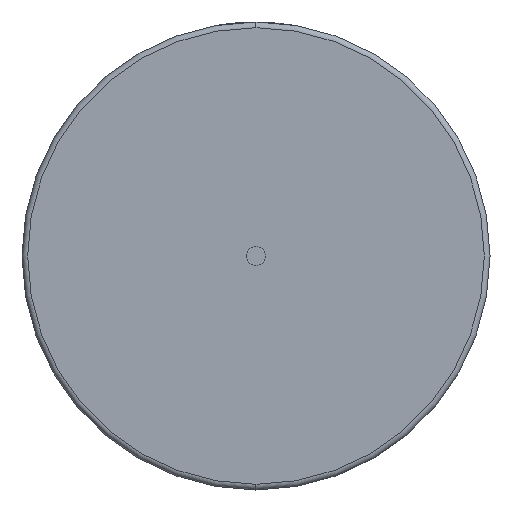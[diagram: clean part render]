
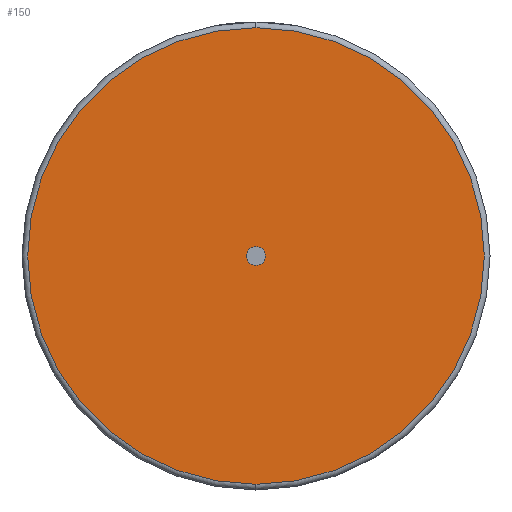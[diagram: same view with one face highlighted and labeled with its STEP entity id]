
A CAD part, left-side view. The second image highlights one B-rep face of the part: STEP entity #150.
In plain terms, the highlighted planar face has unit normal (-1, 0, 0).
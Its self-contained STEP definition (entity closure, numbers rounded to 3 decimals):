
#2 = EDGE_CURVE ( 'NONE', #2189, #1790, #608, .T. ) ;
#7 = AXIS2_PLACEMENT_3D ( 'NONE', #2924, #3286, #348 ) ;
#72 = PLANE ( 'NONE',  #1077 ) ;
#121 = CARTESIAN_POINT ( 'NONE',  ( 0., 0., 0.415 ) ) ;
#150 = ADVANCED_FACE ( 'NONE', ( #543, #2246 ), #72, .F. ) ;
#172 = CIRCLE ( 'NONE', #659, 10. ) ;
#287 = EDGE_CURVE ( 'NONE', #1790, #2189, #172, .T. ) ;
#348 = DIRECTION ( 'NONE',  ( 0., 0., -1. ) ) ;
#543 = FACE_OUTER_BOUND ( 'NONE', #795, .T. ) ;
#608 = CIRCLE ( 'NONE', #4077, 10. ) ;
#659 = AXIS2_PLACEMENT_3D ( 'NONE', #3539, #3569, #3918 ) ;
#795 = EDGE_LOOP ( 'NONE', ( #3558, #4703 ) ) ;
#866 = DIRECTION ( 'NONE',  ( 1., 0., 0. ) ) ;
#1077 = AXIS2_PLACEMENT_3D ( 'NONE', #2051, #866, #3448 ) ;
#1264 = AXIS2_PLACEMENT_3D ( 'NONE', #2798, #3548, #4624 ) ;
#1338 = EDGE_LOOP ( 'NONE', ( #1739, #2811 ) ) ;
#1362 = EDGE_CURVE ( 'NONE', #2990, #1396, #2230, .T. ) ;
#1396 = VERTEX_POINT ( 'NONE', #121 ) ;
#1512 = CARTESIAN_POINT ( 'NONE',  ( 0., 0., -0.415 ) ) ;
#1609 = CARTESIAN_POINT ( 'NONE',  ( 0., 0., 0. ) ) ;
#1627 = DIRECTION ( 'NONE',  ( 0., 0., -1. ) ) ;
#1739 = ORIENTED_EDGE ( 'NONE', *, *, #1362, .F. ) ;
#1790 = VERTEX_POINT ( 'NONE', #2517 ) ;
#2051 = CARTESIAN_POINT ( 'NONE',  ( 0., 0., 0. ) ) ;
#2187 = CIRCLE ( 'NONE', #7, 0.415 ) ;
#2189 = VERTEX_POINT ( 'NONE', #2907 ) ;
#2230 = CIRCLE ( 'NONE', #1264, 0.415 ) ;
#2246 = FACE_BOUND ( 'NONE', #1338, .T. ) ;
#2517 = CARTESIAN_POINT ( 'NONE',  ( 0., 0., 10. ) ) ;
#2798 = CARTESIAN_POINT ( 'NONE',  ( 0., 0., 0. ) ) ;
#2811 = ORIENTED_EDGE ( 'NONE', *, *, #4684, .F. ) ;
#2907 = CARTESIAN_POINT ( 'NONE',  ( 0., 0., -10. ) ) ;
#2924 = CARTESIAN_POINT ( 'NONE',  ( 0., 0., 0. ) ) ;
#2990 = VERTEX_POINT ( 'NONE', #1512 ) ;
#3080 = DIRECTION ( 'NONE',  ( -1., 0., 0. ) ) ;
#3286 = DIRECTION ( 'NONE',  ( -1., 0., 0. ) ) ;
#3448 = DIRECTION ( 'NONE',  ( 0., 0., -1. ) ) ;
#3539 = CARTESIAN_POINT ( 'NONE',  ( 0., 0., 0. ) ) ;
#3548 = DIRECTION ( 'NONE',  ( -1., 0., 0. ) ) ;
#3558 = ORIENTED_EDGE ( 'NONE', *, *, #2, .T. ) ;
#3569 = DIRECTION ( 'NONE',  ( -1., 0., 0. ) ) ;
#3918 = DIRECTION ( 'NONE',  ( 0., 0., -1. ) ) ;
#4077 = AXIS2_PLACEMENT_3D ( 'NONE', #1609, #3080, #1627 ) ;
#4624 = DIRECTION ( 'NONE',  ( 0., 0., -1. ) ) ;
#4684 = EDGE_CURVE ( 'NONE', #1396, #2990, #2187, .T. ) ;
#4703 = ORIENTED_EDGE ( 'NONE', *, *, #287, .T. ) ;
